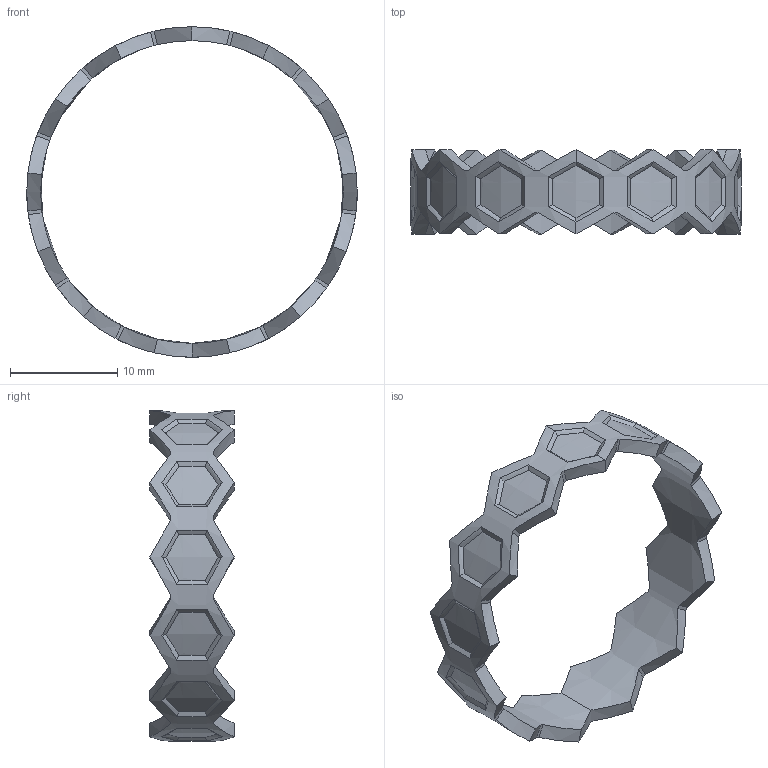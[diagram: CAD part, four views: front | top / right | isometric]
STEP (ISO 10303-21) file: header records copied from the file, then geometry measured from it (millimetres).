
FILE_DESCRIPTION(('FreeCAD Model'),'2;1');
FILE_NAME('Open CASCADE Shape Model','2025-05-04T03:46:16',('FreeCAD'),( 'FreeCAD'),'Open CASCADE STEP processor 7.6','FreeCAD','Unknown');
FILE_SCHEMA(('AUTOMOTIVE_DESIGN { 1 0 10303 214 1 1 1 1 }'));
Length unit declared in the file: millimetre
Products named in the file (1): Open CASCADE STEP translator 7.6 1
Bounding box: 30.87 x 7.87 x 30.87 mm (x, y, z)
Volume: 623.7 mm3; surface area: 1380.7 mm2
Topology: 1 solids, 1 shells, 171 faces, 467 edges, 308 vertices
Faces by surface type: bspline 171
Entity records: 10956 total; most frequent: CARTESIAN_POINT 8055, ORIENTED_EDGE 934, EDGE_CURVE 467, B_SPLINE_CURVE_WITH_KNOTS 467, VERTEX_POINT 308, FACE_BOUND 183, EDGE_LOOP 183, ADVANCED_FACE 171
